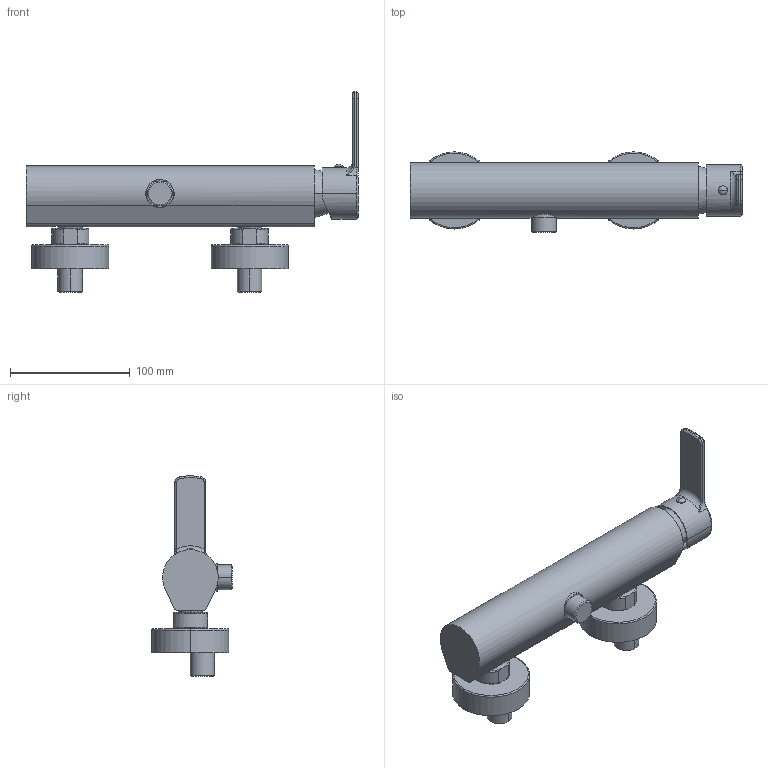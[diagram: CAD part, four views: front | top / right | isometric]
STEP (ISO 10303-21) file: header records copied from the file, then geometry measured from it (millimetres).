
FILE_DESCRIPTION((''),'2;1');
FILE_NAME('WS168CR_SW0001','2020-09-18T15:51:19',('ut2'),('PAFFONI SpA'),'CREO PARAMETRIC BY PTC INC, 2019030','CREO PARAMETRIC BY PTC INC, 2019030','');
FILE_SCHEMA(('CONFIG_CONTROL_DESIGN','SHAPE_APPEARANCE_LAYERS_GROUPS'));
Length unit declared in the file: millimetre
Products named in the file (1): WS168CR_SW0001
Bounding box: 277.6 x 67.2 x 167.41 mm (x, y, z)
Volume: 663065 mm3; surface area: 83198 mm2
Topology: 1 solids, 1 shells, 265 faces, 635 edges, 379 vertices
Faces by surface type: cylinder 92, plane 68, bspline 34, torus 30, sphere 24, cone 17
Entity records: 12246 total; most frequent: CARTESIAN_POINT 4285, ORIENTED_EDGE 1266, DIRECTION 1233, EDGE_CURVE 633, AXIS2_PLACEMENT_3D 507, VERTEX_POINT 379, FILL_AREA_STYLE_COLOUR 286, FILL_AREA_STYLE 286
